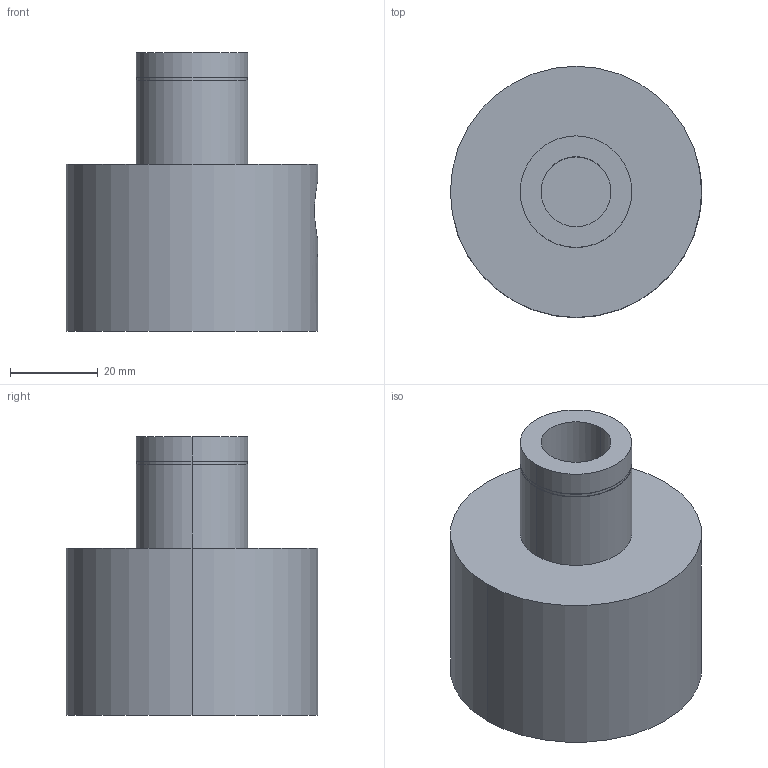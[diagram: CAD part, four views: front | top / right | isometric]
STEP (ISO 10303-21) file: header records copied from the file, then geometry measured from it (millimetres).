
FILE_DESCRIPTION (( 'STEP AP214' ), '1' );
FILE_NAME ('34610.STEP', '2018-09-27T20:14:29', ( 'Mike W' ), ( '' ), 'SwSTEP 2.0', 'SolidWorks 2017', '' );
FILE_SCHEMA (( 'AUTOMOTIVE_DESIGN' ));
Length unit declared in the file: inch
Products named in the file (5): 34610; 31208_31208; 345501_345501; 34010_34010; 346001_346001_M10-M12
Assembly tree (4 placements, depth 2):
  34610
    346001_346001_M10-M12
    34010_34010
    345501_345501
    31208_31208
Bounding box: 57.21 x 57.21 x 63.5 mm (x, y, z)
Volume: 104347.7 mm3; surface area: 21906.4 mm2
Topology: 4 solids, 4 shells, 104 faces, 247 edges, 157 vertices
Faces by surface type: cylinder 51, plane 36, cone 15, sphere 2
Entity records: 3685 total; most frequent: CARTESIAN_POINT 768, DIRECTION 573, ORIENTED_EDGE 494, EDGE_CURVE 247, AXIS2_PLACEMENT_3D 229, VERTEX_POINT 157, CIRCLE 118, EDGE_LOOP 118
